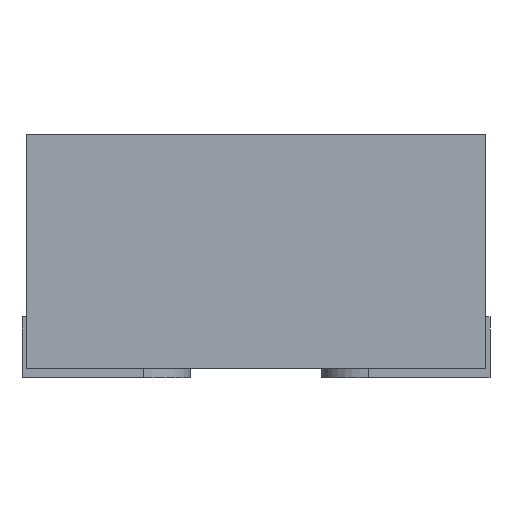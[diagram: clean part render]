
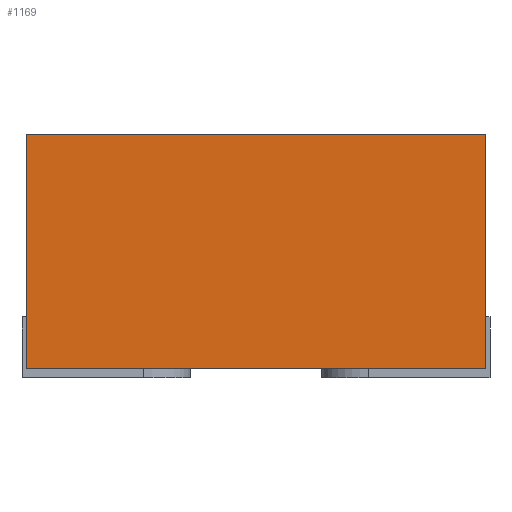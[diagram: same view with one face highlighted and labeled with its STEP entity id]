
A CAD part, front view. The second image highlights one B-rep face of the part: STEP entity #1169.
In plain terms, the highlighted planar face has unit normal (0, -1, 0).
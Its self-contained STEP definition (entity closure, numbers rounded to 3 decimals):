
#13=DIRECTION('',(0.,0.,1.));
#61=VECTOR('',#13,1.);
#153=DIRECTION('',(0.,-1.,0.));
#159=VECTOR('',#160,1.);
#160=DIRECTION('',(1.,0.,0.));
#285=VERTEX_POINT('',#286);
#286=CARTESIAN_POINT('',(-0.49,-1.24,0.02));
#287=ORIENTED_EDGE('',*,*,#288,.T.);
#288=EDGE_CURVE('',#285,#289,#291,.T.);
#289=VERTEX_POINT('',#290);
#290=CARTESIAN_POINT('',(0.49,-1.24,0.02));
#291=LINE('',#286,#159);
#401=VERTEX_POINT('',#402);
#402=CARTESIAN_POINT('',(0.49,-1.24,0.52));
#405=EDGE_CURVE('',#289,#401,#406,.T.);
#406=LINE('',#290,#61);
#505=VERTEX_POINT('',#506);
#506=CARTESIAN_POINT('',(-0.49,-1.24,0.52));
#508=ORIENTED_EDGE('',*,*,#509,.F.);
#509=EDGE_CURVE('',#285,#505,#510,.T.);
#510=LINE('',#286,#61);
#1169=ADVANCED_FACE('',(#1170),#1176,.T.);
#1170=FACE_BOUND('',#1171,.T.);
#1171=EDGE_LOOP('',(#508,#287,#1172,#1173));
#1172=ORIENTED_EDGE('',*,*,#405,.T.);
#1173=ORIENTED_EDGE('',*,*,#1174,.F.);
#1174=EDGE_CURVE('',#505,#401,#1175,.T.);
#1175=LINE('',#506,#159);
#1176=PLANE('',#1177);
#1177=AXIS2_PLACEMENT_3D('',#286,#153,#13);
